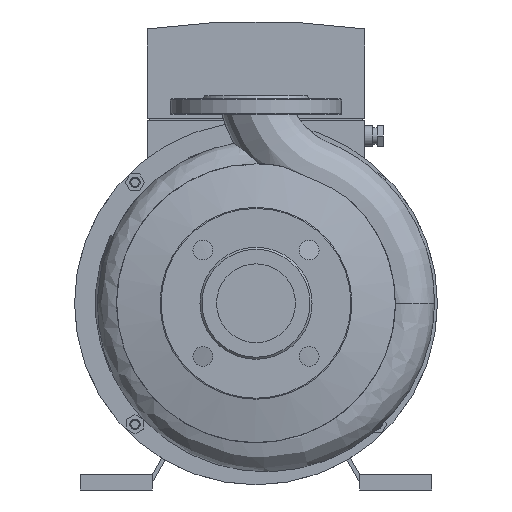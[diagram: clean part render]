
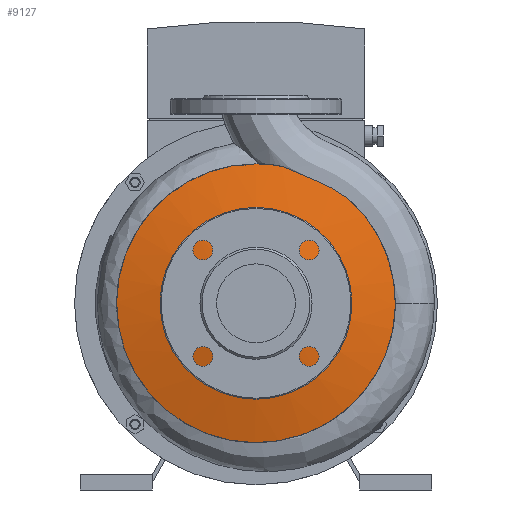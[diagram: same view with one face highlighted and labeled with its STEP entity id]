
A CAD part, left-side view. The second image highlights one B-rep face of the part: STEP entity #9127.
In plain terms, the highlighted conical face has half-angle 77.424 degrees and reference radius 93.715 mm.
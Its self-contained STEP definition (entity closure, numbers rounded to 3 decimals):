
#35=CONICAL_SURFACE('',#10013,93.715,1.351);
#339=FACE_BOUND('',#2193,.T.);
#725=CIRCLE('',#10014,134.38);
#726=CIRCLE('',#10015,53.05);
#1550=FACE_OUTER_BOUND('',#2192,.T.);
#2192=EDGE_LOOP('',(#8446,#8447));
#2193=EDGE_LOOP('',(#8448));
#2293=B_SPLINE_CURVE_WITH_KNOTS('',3,(#18558,#18559,#18560,#18561,#18562,
#18563,#18564,#18565,#18566,#18567,#18568,#18569,#18570,#18571,#18572,#18573,
#18574,#18575,#18576,#18577,#18578,#18579,#18580,#18581,#18582,#18583,#18584,
#18585,#18586,#18587,#18588,#18589,#18590,#18591,#18592,#18593,#18594,#18595,
#18596,#18597),.UNSPECIFIED.,.F.,.F.,(4,3,3,3,3,3,3,3,3,3,3,3,3,4),(7.789,
8.515,9.043,9.676,9.993,10.152,
10.199,10.25,10.309,10.719,11.096,
11.186,11.269,11.473),.UNSPECIFIED.);
#4699=VERTEX_POINT('',#18543);
#4700=VERTEX_POINT('',#18557);
#4710=VERTEX_POINT('',#18707);
#5951=EDGE_CURVE('',#4700,#4699,#2293,.T.);
#5967=EDGE_CURVE('',#4699,#4700,#725,.T.);
#5968=EDGE_CURVE('',#4710,#4710,#726,.T.);
#8446=ORIENTED_EDGE('',*,*,#5951,.T.);
#8447=ORIENTED_EDGE('',*,*,#5967,.T.);
#8448=ORIENTED_EDGE('',*,*,#5968,.F.);
#9127=ADVANCED_FACE('',(#1550,#339),#35,.T.);
#10013=AXIS2_PLACEMENT_3D('',#18705,#12523,#12524);
#10014=AXIS2_PLACEMENT_3D('',#18706,#12525,#12526);
#10015=AXIS2_PLACEMENT_3D('',#18708,#12527,#12528);
#12523=DIRECTION('center_axis',(1.,0.,0.));
#12524=DIRECTION('ref_axis',(0.,0.,1.));
#12525=DIRECTION('center_axis',(-1.,0.,0.));
#12526=DIRECTION('ref_axis',(0.,0.,1.));
#12527=DIRECTION('center_axis',(-1.,0.,0.));
#12528=DIRECTION('ref_axis',(0.,0.,1.));
#18543=CARTESIAN_POINT('',(-31.857,-25.15,312.005));
#18557=CARTESIAN_POINT('',(-31.857,-88.313,281.286));
#18558=CARTESIAN_POINT('Ctrl Pts',(-31.857,-88.313,281.286));
#18559=CARTESIAN_POINT('Ctrl Pts',(-31.922,-85.412,
283.43));
#18560=CARTESIAN_POINT('Ctrl Pts',(-31.987,-82.411,
285.464));
#18561=CARTESIAN_POINT('Ctrl Pts',(-32.053,-79.336,
287.371));
#18562=CARTESIAN_POINT('Ctrl Pts',(-32.1,-77.104,
288.756));
#18563=CARTESIAN_POINT('Ctrl Pts',(-32.148,-74.828,
290.076));
#18564=CARTESIAN_POINT('Ctrl Pts',(-32.195,-72.519,
291.327));
#18565=CARTESIAN_POINT('Ctrl Pts',(-32.252,-69.748,
292.828));
#18566=CARTESIAN_POINT('Ctrl Pts',(-32.308,-66.936,
294.226));
#18567=CARTESIAN_POINT('Ctrl Pts',(-32.364,-64.075,
295.53));
#18568=CARTESIAN_POINT('Ctrl Pts',(-32.391,-62.644,
296.181));
#18569=CARTESIAN_POINT('Ctrl Pts',(-32.419,-61.201,
296.809));
#18570=CARTESIAN_POINT('Ctrl Pts',(-32.446,-59.745,
297.414));
#18571=CARTESIAN_POINT('Ctrl Pts',(-32.459,-59.013,
297.718));
#18572=CARTESIAN_POINT('Ctrl Pts',(-32.473,-58.278,
298.017));
#18573=CARTESIAN_POINT('Ctrl Pts',(-32.486,-57.54,
298.309));
#18574=CARTESIAN_POINT('Ctrl Pts',(-32.49,-57.32,
298.396));
#18575=CARTESIAN_POINT('Ctrl Pts',(-32.494,-57.101,298.483));
#18576=CARTESIAN_POINT('Ctrl Pts',(-32.498,-56.881,
298.568));
#18577=CARTESIAN_POINT('Ctrl Pts',(-32.502,-56.642,298.662));
#18578=CARTESIAN_POINT('Ctrl Pts',(-32.507,-56.396,
298.757));
#18579=CARTESIAN_POINT('Ctrl Pts',(-32.511,-56.136,298.857));
#18580=CARTESIAN_POINT('Ctrl Pts',(-32.517,-55.835,
298.972));
#18581=CARTESIAN_POINT('Ctrl Pts',(-32.522,-55.52,
299.093));
#18582=CARTESIAN_POINT('Ctrl Pts',(-32.528,-55.188,299.217));
#18583=CARTESIAN_POINT('Ctrl Pts',(-32.568,-52.891,
300.082));
#18584=CARTESIAN_POINT('Ctrl Pts',(-32.603,-49.889,301.225));
#18585=CARTESIAN_POINT('Ctrl Pts',(-32.591,-46.457,
302.58));
#18586=CARTESIAN_POINT('Ctrl Pts',(-32.581,-43.297,
303.828));
#18587=CARTESIAN_POINT('Ctrl Pts',(-32.531,-39.772,
305.257));
#18588=CARTESIAN_POINT('Ctrl Pts',(-32.412,-36.11,306.853));
#18589=CARTESIAN_POINT('Ctrl Pts',(-32.384,-35.238,
307.233));
#18590=CARTESIAN_POINT('Ctrl Pts',(-32.352,-34.357,
307.623));
#18591=CARTESIAN_POINT('Ctrl Pts',(-32.315,-33.472,
308.022));
#18592=CARTESIAN_POINT('Ctrl Pts',(-32.282,-32.657,
308.389));
#18593=CARTESIAN_POINT('Ctrl Pts',(-32.245,-31.843,
308.762));
#18594=CARTESIAN_POINT('Ctrl Pts',(-32.206,-31.036,
309.139));
#18595=CARTESIAN_POINT('Ctrl Pts',(-32.108,-29.042,
310.068));
#18596=CARTESIAN_POINT('Ctrl Pts',(-31.992,-27.081,
311.023));
#18597=CARTESIAN_POINT('Ctrl Pts',(-31.857,-25.15,312.005));
#18705=CARTESIAN_POINT('Origin',(-40.929,0.,180.));
#18706=CARTESIAN_POINT('Origin',(-31.857,0.,180.));
#18707=CARTESIAN_POINT('',(-50.,0.,233.05));
#18708=CARTESIAN_POINT('Origin',(-50.,0.,180.));
